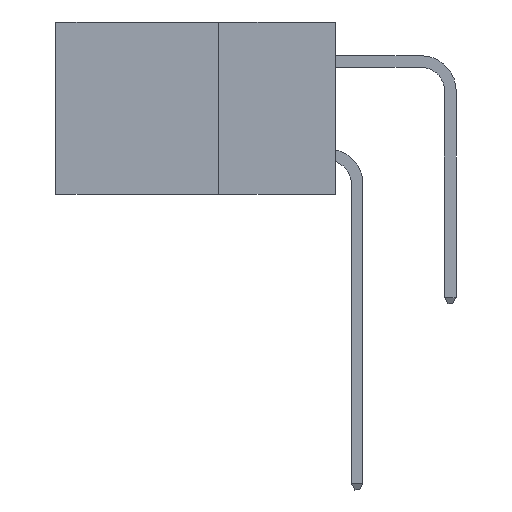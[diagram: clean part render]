
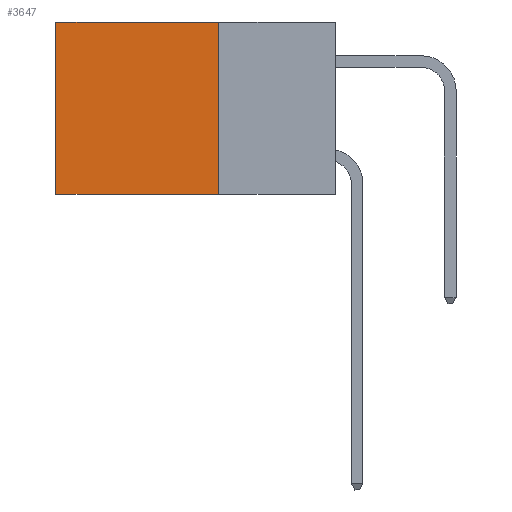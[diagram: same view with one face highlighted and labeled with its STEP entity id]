
A CAD part, left-side view. The second image highlights one B-rep face of the part: STEP entity #3647.
In plain terms, the highlighted planar face has unit normal (-1, 0, 0).
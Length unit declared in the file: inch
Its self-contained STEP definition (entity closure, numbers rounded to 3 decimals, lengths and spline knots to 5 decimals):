
#247 = EDGE_CURVE ( 'NONE', #1131, #13862, #8382, .T. ) ;
#1091 = PLANE ( 'NONE',  #8395 ) ;
#1131 = VERTEX_POINT ( 'NONE', #9849 ) ;
#1178 = CARTESIAN_POINT ( 'NONE',  ( 0.2875, 0.25, -0.37 ) ) ;
#1194 = DIRECTION ( 'NONE',  ( 0., 1., 0. ) ) ;
#1362 = DIRECTION ( 'NONE',  ( 0., 0., -1. ) ) ;
#2039 = LINE ( 'NONE', #8562, #4698 ) ;
#2239 = DIRECTION ( 'NONE',  ( 0., 0., -1. ) ) ;
#2539 = VECTOR ( 'NONE', #1362, 39.37008 ) ;
#2732 = VECTOR ( 'NONE', #1194, 39.37008 ) ;
#3317 = CARTESIAN_POINT ( 'NONE',  ( 0.2875, 0.25, 0. ) ) ;
#3647 = ADVANCED_FACE ( 'NONE', ( #7442 ), #1091, .F. ) ;
#3965 = CARTESIAN_POINT ( 'NONE',  ( 0.2875, 0.25, 0. ) ) ;
#4415 = ORIENTED_EDGE ( 'NONE', *, *, #7211, .T. ) ;
#4698 = VECTOR ( 'NONE', #9705, 39.37008 ) ;
#4911 = VERTEX_POINT ( 'NONE', #8424 ) ;
#5151 = DIRECTION ( 'NONE',  ( 0., 1., 0. ) ) ;
#5205 = EDGE_LOOP ( 'NONE', ( #4415, #14144, #9353, #13657 ) ) ;
#5981 = CARTESIAN_POINT ( 'NONE',  ( 0.2875, 0.6, 0. ) ) ;
#7211 = EDGE_CURVE ( 'NONE', #12416, #13862, #14204, .T. ) ;
#7442 = FACE_OUTER_BOUND ( 'NONE', #5205, .T. ) ;
#8242 = EDGE_CURVE ( 'NONE', #4911, #12416, #9033, .T. ) ;
#8382 = LINE ( 'NONE', #1178, #2732 ) ;
#8395 = AXIS2_PLACEMENT_3D ( 'NONE', #3317, #8990, #2239 ) ;
#8424 = CARTESIAN_POINT ( 'NONE',  ( 0.2875, 0.25, 0. ) ) ;
#8562 = CARTESIAN_POINT ( 'NONE',  ( 0.2875, 0.25, 0. ) ) ;
#8990 = DIRECTION ( 'NONE',  ( 1., 0., 0. ) ) ;
#9033 = LINE ( 'NONE', #3965, #14343 ) ;
#9353 = ORIENTED_EDGE ( 'NONE', *, *, #12032, .F. ) ;
#9705 = DIRECTION ( 'NONE',  ( 0., 0., -1. ) ) ;
#9849 = CARTESIAN_POINT ( 'NONE',  ( 0.2875, 0.25, -0.37 ) ) ;
#10129 = CARTESIAN_POINT ( 'NONE',  ( 0.2875, 0.6, -0.37 ) ) ;
#12032 = EDGE_CURVE ( 'NONE', #4911, #1131, #2039, .T. ) ;
#12416 = VERTEX_POINT ( 'NONE', #5981 ) ;
#12452 = CARTESIAN_POINT ( 'NONE',  ( 0.2875, 0.6, 0. ) ) ;
#13657 = ORIENTED_EDGE ( 'NONE', *, *, #8242, .T. ) ;
#13862 = VERTEX_POINT ( 'NONE', #10129 ) ;
#14144 = ORIENTED_EDGE ( 'NONE', *, *, #247, .F. ) ;
#14204 = LINE ( 'NONE', #12452, #2539 ) ;
#14343 = VECTOR ( 'NONE', #5151, 39.37008 ) ;
